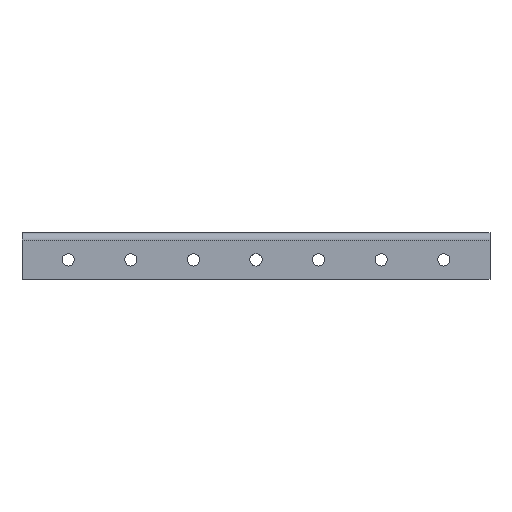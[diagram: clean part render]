
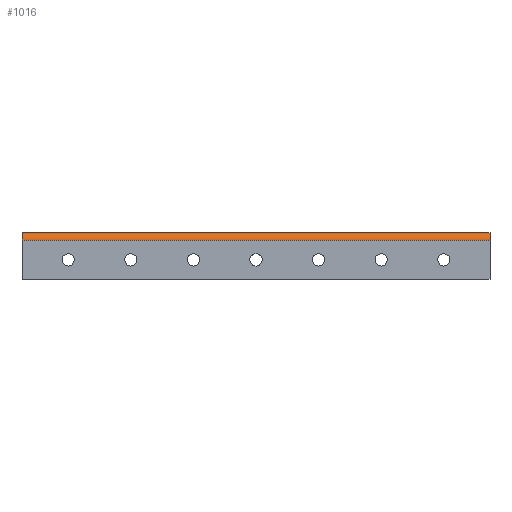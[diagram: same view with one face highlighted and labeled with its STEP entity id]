
A CAD part, top view. The second image highlights one B-rep face of the part: STEP entity #1016.
In plain terms, the highlighted cylindrical face has radius 3.175 mm (diameter 6.35 mm), a partial arc.
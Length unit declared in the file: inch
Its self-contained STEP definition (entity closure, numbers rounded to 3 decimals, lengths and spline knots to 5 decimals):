
#11 = CIRCLE ( 'NONE', #119, 0.125 ) ;
#36 = VERTEX_POINT ( 'NONE', #890 ) ;
#66 = CARTESIAN_POINT ( 'NONE',  ( -3.24078, 0., 3.14426 ) ) ;
#85 = LINE ( 'NONE', #646, #419 ) ;
#100 = FACE_OUTER_BOUND ( 'NONE', #1281, .T. ) ;
#119 = AXIS2_PLACEMENT_3D ( 'NONE', #605, #923, #293 ) ;
#186 = LINE ( 'NONE', #1153, #350 ) ;
#194 = VERTEX_POINT ( 'NONE', #738 ) ;
#222 = CYLINDRICAL_SURFACE ( 'NONE', #1024, 0.125 ) ;
#293 = DIRECTION ( 'NONE',  ( 0., 0., 1. ) ) ;
#338 = CARTESIAN_POINT ( 'NONE',  ( 4.23391, 0., 3.14426 ) ) ;
#350 = VECTOR ( 'NONE', #517, 39.37008 ) ;
#419 = VECTOR ( 'NONE', #1361, 39.37008 ) ;
#516 = CIRCLE ( 'NONE', #806, 0.125 ) ;
#517 = DIRECTION ( 'NONE',  ( 1., 0., 0. ) ) ;
#521 = ORIENTED_EDGE ( 'NONE', *, *, #1101, .F. ) ;
#535 = DIRECTION ( 'NONE',  ( 0., 0., 1. ) ) ;
#605 = CARTESIAN_POINT ( 'NONE',  ( -3.24078, -0.125, 3.14426 ) ) ;
#617 = CARTESIAN_POINT ( 'NONE',  ( -3.24078, -0.125, 3.14426 ) ) ;
#634 = EDGE_CURVE ( 'NONE', #36, #875, #11, .T. ) ;
#646 = CARTESIAN_POINT ( 'NONE',  ( -3.24078, 0., 3.14426 ) ) ;
#669 = EDGE_CURVE ( 'NONE', #36, #194, #186, .T. ) ;
#738 = CARTESIAN_POINT ( 'NONE',  ( 4.23391, -0.125, 3.26926 ) ) ;
#740 = ORIENTED_EDGE ( 'NONE', *, *, #1032, .F. ) ;
#806 = AXIS2_PLACEMENT_3D ( 'NONE', #1305, #1091, #1193 ) ;
#861 = ORIENTED_EDGE ( 'NONE', *, *, #669, .T. ) ;
#875 = VERTEX_POINT ( 'NONE', #66 ) ;
#890 = CARTESIAN_POINT ( 'NONE',  ( -3.24078, -0.125, 3.26926 ) ) ;
#923 = DIRECTION ( 'NONE',  ( -1., 0., 0. ) ) ;
#1016 = ADVANCED_FACE ( 'NONE', ( #100 ), #222, .T. ) ;
#1024 = AXIS2_PLACEMENT_3D ( 'NONE', #617, #1066, #535 ) ;
#1032 = EDGE_CURVE ( 'NONE', #875, #1080, #85, .T. ) ;
#1066 = DIRECTION ( 'NONE',  ( -1., 0., 0. ) ) ;
#1075 = ORIENTED_EDGE ( 'NONE', *, *, #634, .F. ) ;
#1080 = VERTEX_POINT ( 'NONE', #338 ) ;
#1091 = DIRECTION ( 'NONE',  ( 1., 0., 0. ) ) ;
#1101 = EDGE_CURVE ( 'NONE', #1080, #194, #516, .T. ) ;
#1153 = CARTESIAN_POINT ( 'NONE',  ( 0., -0.125, 3.26926 ) ) ;
#1193 = DIRECTION ( 'NONE',  ( 0., 0., 1. ) ) ;
#1281 = EDGE_LOOP ( 'NONE', ( #740, #1075, #861, #521 ) ) ;
#1305 = CARTESIAN_POINT ( 'NONE',  ( 4.23391, -0.125, 3.14426 ) ) ;
#1361 = DIRECTION ( 'NONE',  ( 1., 0., 0. ) ) ;
